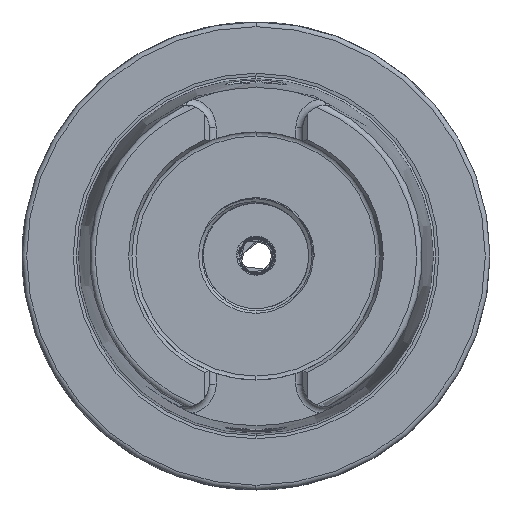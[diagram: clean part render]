
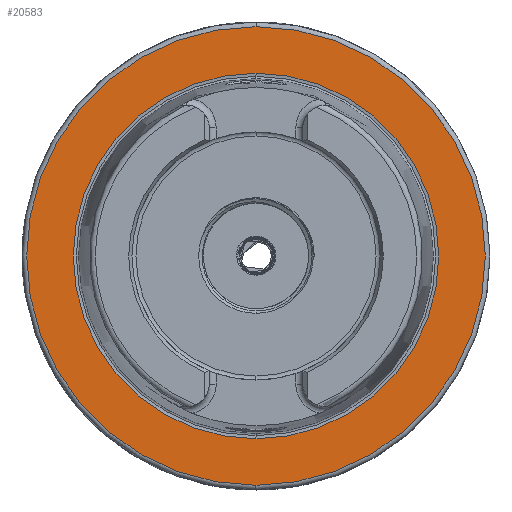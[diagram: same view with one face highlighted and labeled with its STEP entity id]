
A CAD part, left-side view. The second image highlights one B-rep face of the part: STEP entity #20583.
In plain terms, the highlighted planar face has unit normal (-1, 0, 0).
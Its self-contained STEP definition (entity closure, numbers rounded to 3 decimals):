
#728 = AXIS2_PLACEMENT_3D ( 'NONE', #5934, #5935, #5936 ) ;
#729 = AXIS2_PLACEMENT_3D ( 'NONE', #5931, #5932, #5933 ) ;
#995 = CARTESIAN_POINT ( 'NONE',  ( 0., 0., -49. ) ) ;
#996 = CARTESIAN_POINT ( 'NONE',  ( 0., 0., 49. ) ) ;
#1011 = CARTESIAN_POINT ( 'NONE',  ( 0., 0., -39.054 ) ) ;
#1012 = CARTESIAN_POINT ( 'NONE',  ( 0., 0., 39.054 ) ) ;
#3445 = EDGE_CURVE ( 'NONE', #9157, #9156, #21267, .T. ) ;
#5931 = CARTESIAN_POINT ( 'NONE',  ( 0., 0., 0. ) ) ;
#5932 = DIRECTION ( 'NONE',  ( 1., 0., 0. ) ) ;
#5933 = DIRECTION ( 'NONE',  ( 0., 0., -1. ) ) ;
#5934 = CARTESIAN_POINT ( 'NONE',  ( 0., 0., 0. ) ) ;
#5935 = DIRECTION ( 'NONE',  ( -1., 0., 0. ) ) ;
#5936 = DIRECTION ( 'NONE',  ( 0., 0., 1. ) ) ;
#6040 = CARTESIAN_POINT ( 'NONE',  ( 0., 0., 0. ) ) ;
#6048 = DIRECTION ( 'NONE',  ( 1., 0., 0. ) ) ;
#6049 = DIRECTION ( 'NONE',  ( 0., 0., -1. ) ) ;
#6920 = EDGE_LOOP ( 'NONE', ( #15090, #15092 ) ) ;
#6921 = EDGE_LOOP ( 'NONE', ( #15096, #15094 ) ) ;
#9140 = VERTEX_POINT ( 'NONE', #995 ) ;
#9141 = VERTEX_POINT ( 'NONE', #996 ) ;
#9156 = VERTEX_POINT ( 'NONE', #1011 ) ;
#9157 = VERTEX_POINT ( 'NONE', #1012 ) ;
#9164 = AXIS2_PLACEMENT_3D ( 'NONE', #6040, #6048, #6049 ) ;
#9177 = AXIS2_PLACEMENT_3D ( 'NONE', #11992, #11993, #11994 ) ;
#9767 = EDGE_CURVE ( 'NONE', #9141, #9140, #21271, .T. ) ;
#11992 = CARTESIAN_POINT ( 'NONE',  ( 0., 0., 0. ) ) ;
#11993 = DIRECTION ( 'NONE',  ( -1., 0., 0. ) ) ;
#11994 = DIRECTION ( 'NONE',  ( 0., 0., 1. ) ) ;
#13887 = PLANE ( 'NONE',  #14019 ) ;
#13888 = CARTESIAN_POINT ( 'NONE',  ( 0., 39.054, 0. ) ) ;
#13889 = DIRECTION ( 'NONE',  ( -1., 0., 0. ) ) ;
#13890 = DIRECTION ( 'NONE',  ( 0., 0., 1. ) ) ;
#14014 = FACE_OUTER_BOUND ( 'NONE', #6920, .T. ) ;
#14017 = FACE_BOUND ( 'NONE', #6921, .T. ) ;
#14019 = AXIS2_PLACEMENT_3D ( 'NONE', #13888, #13889, #13890 ) ;
#15090 = ORIENTED_EDGE ( 'NONE', *, *, #9767, .T. ) ;
#15092 = ORIENTED_EDGE ( 'NONE', *, *, #19950, .T. ) ;
#15094 = ORIENTED_EDGE ( 'NONE', *, *, #19949, .T. ) ;
#15096 = ORIENTED_EDGE ( 'NONE', *, *, #3445, .T. ) ;
#19949 = EDGE_CURVE ( 'NONE', #9156, #9157, #21329, .T. ) ;
#19950 = EDGE_CURVE ( 'NONE', #9140, #9141, #21330, .T. ) ;
#20583 = ADVANCED_FACE ( 'NONE', ( #14014, #14017 ), #13887, .T. ) ;
#21267 = CIRCLE ( 'NONE', #9164, 39.054 ) ;
#21271 = CIRCLE ( 'NONE', #9177, 49. ) ;
#21329 = CIRCLE ( 'NONE', #729, 39.054 ) ;
#21330 = CIRCLE ( 'NONE', #728, 49. ) ;
